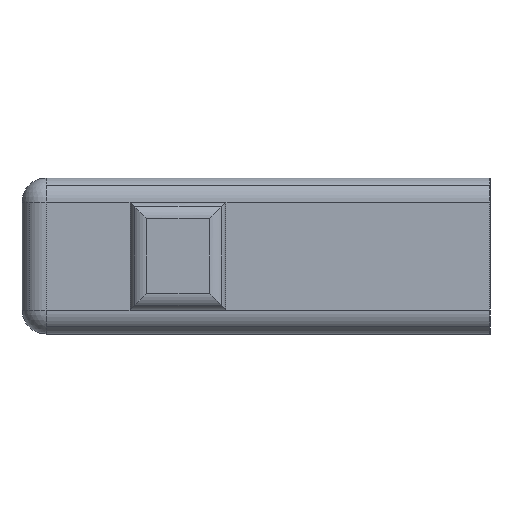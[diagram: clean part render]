
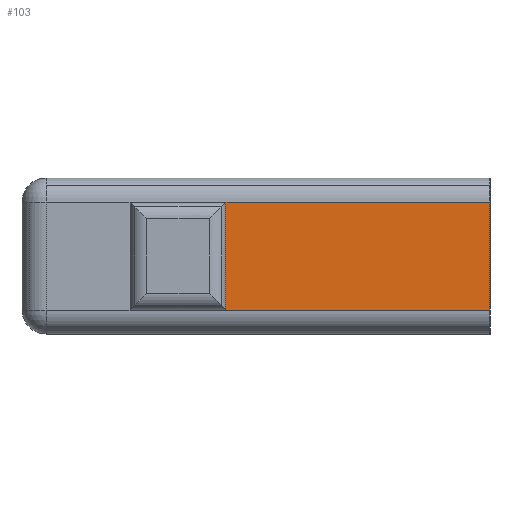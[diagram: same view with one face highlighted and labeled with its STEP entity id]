
A CAD part, left-side view. The second image highlights one B-rep face of the part: STEP entity #103.
In plain terms, the highlighted planar face has unit normal (-1, 0, 0).
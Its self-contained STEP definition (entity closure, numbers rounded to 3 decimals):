
#103=ADVANCED_FACE('',(#235),#236,.F.);
#235=FACE_OUTER_BOUND('',#388,.T.);
#236=PLANE('',#389);
#388=EDGE_LOOP('',(#839,#840,#841,#842));
#389=AXIS2_PLACEMENT_3D('',#843,#844,#845);
#839=ORIENTED_EDGE('',*,*,#1114,.T.);
#840=ORIENTED_EDGE('',*,*,#1096,.F.);
#841=ORIENTED_EDGE('',*,*,#1156,.T.);
#842=ORIENTED_EDGE('',*,*,#1028,.F.);
#843=CARTESIAN_POINT('',(-19.5,0.0,3.25));
#844=DIRECTION('',(1.0,0.0,0.0));
#845=DIRECTION('',(0.0,0.0,-1.0));
#1028=EDGE_CURVE('',#1219,#1221,#1222,.T.);
#1096=EDGE_CURVE('',#1343,#1345,#1346,.T.);
#1114=EDGE_CURVE('',#1219,#1345,#1378,.T.);
#1156=EDGE_CURVE('',#1343,#1221,#1436,.T.);
#1219=VERTEX_POINT('',#1513);
#1221=VERTEX_POINT('',#1515);
#1222=LINE('',#1516,#1517);
#1343=VERTEX_POINT('',#1676);
#1345=VERTEX_POINT('',#1679);
#1346=LINE('',#1680,#1681);
#1378=LINE('',#1726,#1727);
#1436=LINE('',#1816,#1817);
#1513=CARTESIAN_POINT('',(-19.5,0.0,1.0));
#1515=CARTESIAN_POINT('',(-19.5,11.0,1.0));
#1516=CARTESIAN_POINT('',(-19.5,0.0,1.0));
#1517=VECTOR('',#1914,1.0);
#1676=CARTESIAN_POINT('',(-19.5,11.0,5.5));
#1679=CARTESIAN_POINT('',(-19.5,0.0,5.5));
#1680=CARTESIAN_POINT('',(-19.5,0.0,5.5));
#1681=VECTOR('',#2038,1.0);
#1726=CARTESIAN_POINT('',(-19.5,0.0,4.125));
#1727=VECTOR('',#2064,1.0);
#1816=CARTESIAN_POINT('',(-19.5,11.0,3.25));
#1817=VECTOR('',#2126,1.0);
#1914=DIRECTION('',(0.0,1.0,0.0));
#2038=DIRECTION('',(0.0,-1.0,0.0));
#2064=DIRECTION('',(-0.0,0.0,1.0));
#2126=DIRECTION('',(0.0,0.0,-1.0));
